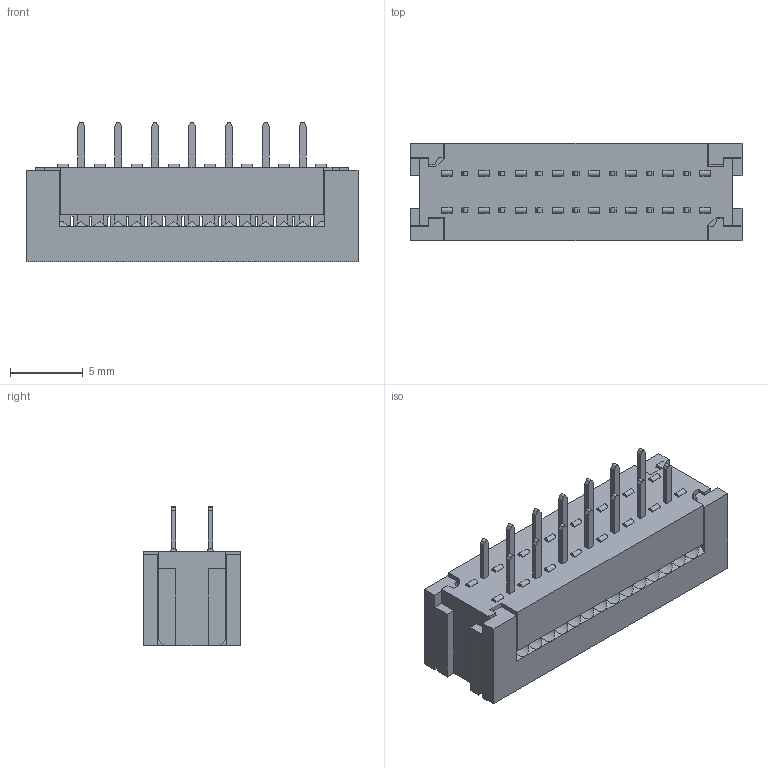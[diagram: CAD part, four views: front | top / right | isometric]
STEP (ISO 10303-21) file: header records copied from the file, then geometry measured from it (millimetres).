
FILE_DESCRIPTION(('STEP AP242'),'1');
FILE_NAME('1-216093-4.stp','2022-09-08T08:48:05',('TraceParts'),('TraceParts S.A.'),'Spatial InterOp 3D',' ',' ');
FILE_SCHEMA(('AP242_MANAGED_MODEL_BASED_3D_ENGINEERING_MIM_LF {1 0 10303 442 1 1 4}'));
Length unit declared in the file: millimetre
Products named in the file (1): 1-216093-4
Bounding box: 22.86 x 6.72 x 9.61 mm (x, y, z)
Volume: 872.4 mm3; surface area: 1354.4 mm2
Topology: 1 solids, 1 shells, 644 faces, 1686 edges, 1104 vertices
Faces by surface type: plane 586, cylinder 58
Entity records: 19809 total; most frequent: CARTESIAN_POINT 3995, ORIENTED_EDGE 3372, DIRECTION 2924, EDGE_CURVE 1686, LINE 1514, VECTOR 1514, VERTEX_POINT 1104, EDGE_LOOP 758
